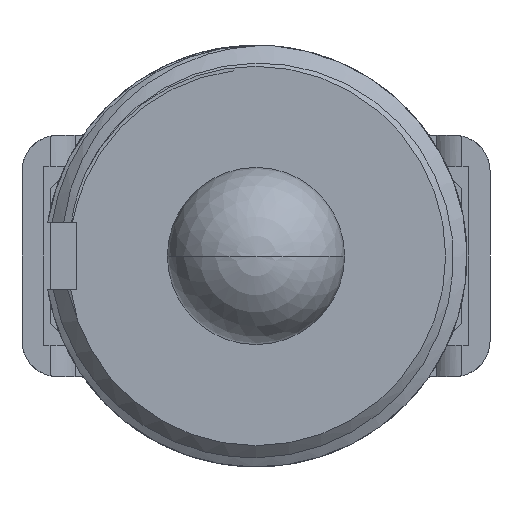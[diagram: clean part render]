
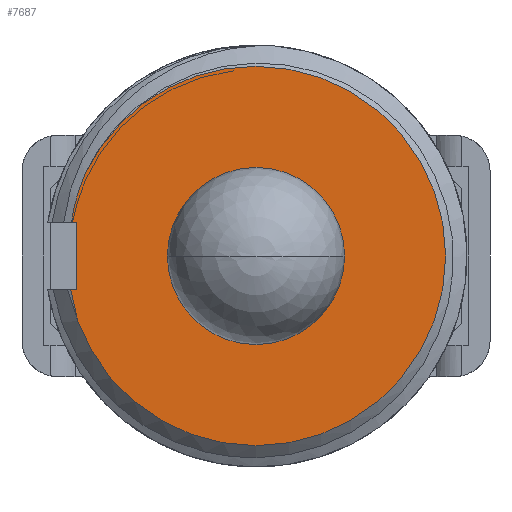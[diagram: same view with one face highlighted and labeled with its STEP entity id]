
A CAD part, front view. The second image highlights one B-rep face of the part: STEP entity #7687.
In plain terms, the highlighted planar face has unit normal (0, -1, 0).
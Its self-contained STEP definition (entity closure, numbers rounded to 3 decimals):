
#966=DIRECTION('',(1.,0.,0.));
#967=VECTOR('',#966,0.155);
#968=CARTESIAN_POINT('',(-5.205,-11.9,
0.95));
#969=LINE('',#968,#967);
#986=DIRECTION('',(0.,0.,-1.));
#987=VECTOR('',#986,1.9);
#988=CARTESIAN_POINT('',(-5.05,-11.9,0.95));
#989=LINE('',#988,#987);
#994=DIRECTION('',(1.,0.,0.));
#995=VECTOR('',#994,0.177);
#996=CARTESIAN_POINT('',(-5.227,-11.9,
-0.95));
#997=LINE('',#996,#995);
#998=CARTESIAN_POINT('',(0.,-11.9,0.));
#999=DIRECTION('',(0.,1.,0.));
#1000=DIRECTION('',(-0.901,0.,0.434));
#1001=AXIS2_PLACEMENT_3D('',#998,#999,#1000);
#1003=CARTESIAN_POINT('',(0.,-11.9,0.));
#1004=DIRECTION('',(0.,1.,0.));
#1005=DIRECTION('',(0.,0.,1.));
#1006=AXIS2_PLACEMENT_3D('',#1003,#1004,#1005);
#1008=CARTESIAN_POINT('',(0.,-11.9,0.));
#1009=DIRECTION('',(0.,1.,0.));
#1010=DIRECTION('',(0.,0.,-1.));
#1011=AXIS2_PLACEMENT_3D('',#1008,#1009,#1010);
#1013=CARTESIAN_POINT('',(-5.227,-11.9,
-0.95));
#1014=CARTESIAN_POINT('',(-5.213,-11.9,
-1.05));
#1015=CARTESIAN_POINT('',(-5.18,-11.9,
-1.249));
#1016=CARTESIAN_POINT('',(-5.112,-11.9,
-1.544));
#1017=CARTESIAN_POINT('',(-5.056,-11.9,
-1.738));
#1018=CARTESIAN_POINT('',(-5.026,-11.9,
-1.835));
#1041=CARTESIAN_POINT('',(-4.82,-11.9,
2.322));
#1042=CARTESIAN_POINT('',(-4.858,-11.9,
2.234));
#1043=CARTESIAN_POINT('',(-4.929,-11.9,
2.057));
#1044=CARTESIAN_POINT('',(-5.021,-11.9,
1.786));
#1045=CARTESIAN_POINT('',(-5.098,-11.9,
1.511));
#1046=CARTESIAN_POINT('',(-5.161,-11.9,
1.232));
#1047=CARTESIAN_POINT('',(-5.192,-11.9,
1.044));
#1048=CARTESIAN_POINT('',(-5.205,-11.9,
0.95));
#1050=CARTESIAN_POINT('',(-5.205,-11.9,
0.95));
#6206=VERTEX_POINT('',#1050);
#6207=CARTESIAN_POINT('',(-5.05,-11.9,0.95));
#6208=VERTEX_POINT('',#6207);
#6211=CARTESIAN_POINT('',(-5.05,-11.9,-0.95));
#6212=VERTEX_POINT('',#6211);
#6213=VERTEX_POINT('',#1013);
#6214=VERTEX_POINT('',#1018);
#6215=VERTEX_POINT('',#1041);
#6216=CARTESIAN_POINT('',(0.,-11.9,-5.35));
#6217=VERTEX_POINT('',#6216);
#6218=CARTESIAN_POINT('',(0.,-11.9,5.35));
#6219=VERTEX_POINT('',#6218);
#7666=CARTESIAN_POINT('',(0.,-11.9,0.));
#7667=DIRECTION('',(0.,1.,0.));
#7668=DIRECTION('',(1.,0.,0.));
#7669=AXIS2_PLACEMENT_3D('',#7666,#7667,#7668);
#7670=PLANE('',#7669);
#7672=ORIENTED_EDGE('',*,*,#7671,.F.);
#7674=ORIENTED_EDGE('',*,*,#7673,.T.);
#7675=ORIENTED_EDGE('',*,*,#7659,.F.);
#7676=ORIENTED_EDGE('',*,*,#7631,.F.);
#7678=ORIENTED_EDGE('',*,*,#7677,.F.);
#7680=ORIENTED_EDGE('',*,*,#7679,.T.);
#7682=ORIENTED_EDGE('',*,*,#7681,.T.);
#7684=ORIENTED_EDGE('',*,*,#7683,.T.);
#7685=EDGE_LOOP('',(#7672,#7674,#7675,#7676,#7678,#7680,#7682,#7684));
#7686=FACE_OUTER_BOUND('',#7685,.F.);
#7687=ADVANCED_FACE('',(#7686),#7670,.F.);
#1002=CIRCLE('',#1001,5.35);
#1007=CIRCLE('',#1006,5.35);
#1012=CIRCLE('',#1011,5.35);
#1019=B_SPLINE_CURVE_WITH_KNOTS('',3,(#1013,#1014,#1015,#1016,#1017,#1018),
.UNSPECIFIED.,.F.,.F.,(4,1,1,4),(0.,0.333,0.667,1.),
.UNSPECIFIED.);
#1049=B_SPLINE_CURVE_WITH_KNOTS('',3,(#1041,#1042,#1043,#1044,#1045,#1046,#1047,
#1048),.UNSPECIFIED.,.F.,.F.,(4,1,1,1,1,4),(0.,0.2,0.4,0.6,0.8,1.),
.UNSPECIFIED.);
#7631=EDGE_CURVE('',#6206,#6208,#969,.T.);
#7659=EDGE_CURVE('',#6208,#6212,#989,.T.);
#7671=EDGE_CURVE('',#6213,#6214,#1019,.T.);
#7673=EDGE_CURVE('',#6213,#6212,#997,.T.);
#7677=EDGE_CURVE('',#6215,#6206,#1049,.T.);
#7679=EDGE_CURVE('',#6215,#6219,#1002,.T.);
#7681=EDGE_CURVE('',#6219,#6217,#1007,.T.);
#7683=EDGE_CURVE('',#6217,#6214,#1012,.T.);
